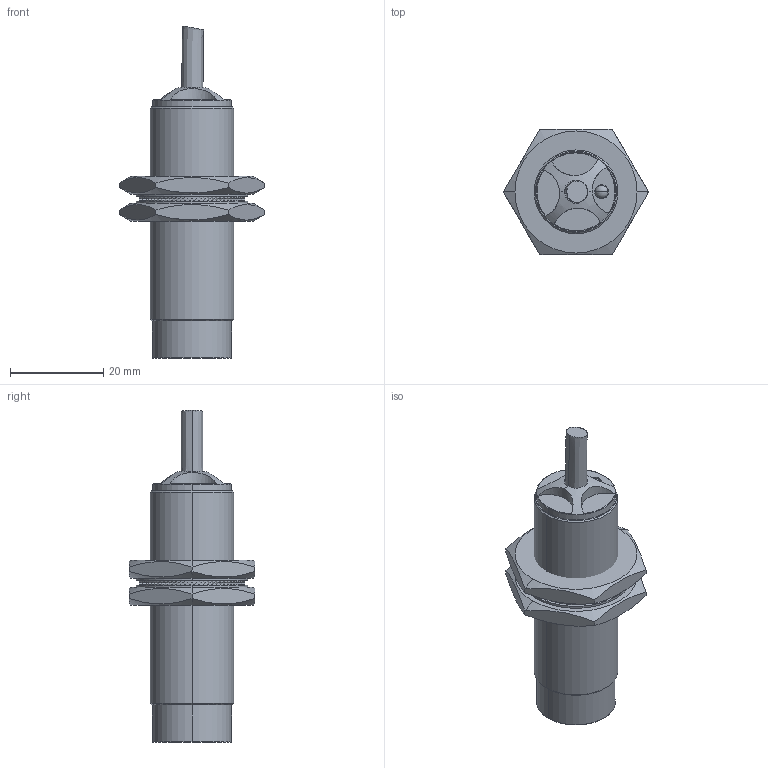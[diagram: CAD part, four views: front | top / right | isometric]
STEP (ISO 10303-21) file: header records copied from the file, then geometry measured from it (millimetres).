
FILE_DESCRIPTION (( 'STEP AP214' ), '1' );
FILE_NAME ('M18-直流二线电缆非埋入式.STEP', '2015-09-23T09:48:54', ( '' ), ( '' ), 'SwSTEP 2.0', 'SolidWorks 2013', '' );
FILE_SCHEMA (( 'AUTOMOTIVE_DESIGN' ));
Length unit declared in the file: millimetre
Products named in the file (1): M18-直流二线电缆非埋入式
Bounding box: 31.18 x 27 x 71.38 mm (x, y, z)
Volume: 17642.7 mm3; surface area: 6946.4 mm2
Topology: 3 solids, 3 shells, 951 faces, 2343 edges, 1553 vertices
Faces by surface type: plane 894, cylinder 29, cone 20, sphere 4, bspline 2, torus 2
Entity records: 28461 total; most frequent: CARTESIAN_POINT 5415, ORIENTED_EDGE 4686, DIRECTION 4303, EDGE_CURVE 2343, LINE 2217, VECTOR 2217, VERTEX_POINT 1553, EDGE_LOOP 1110
